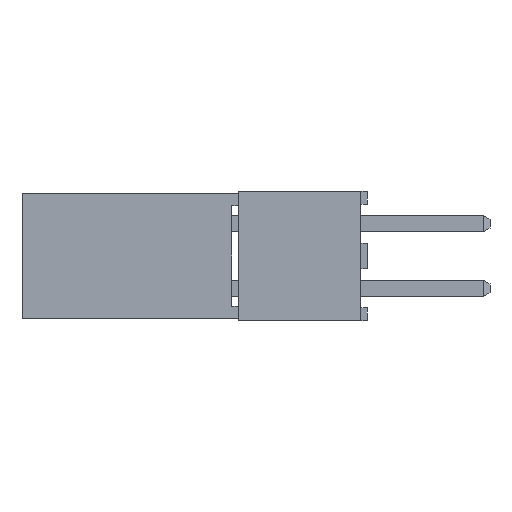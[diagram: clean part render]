
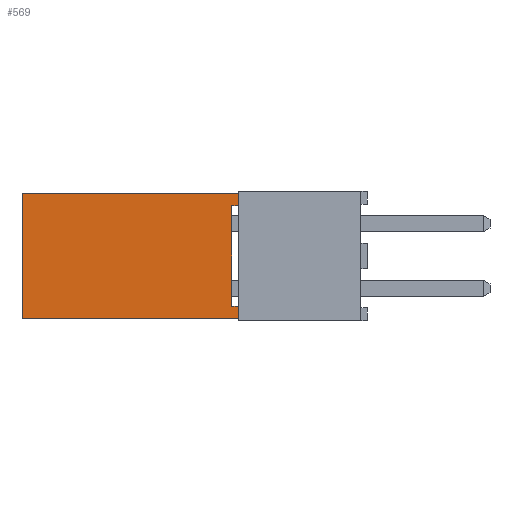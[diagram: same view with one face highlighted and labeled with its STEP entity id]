
A CAD part, left-side view. The second image highlights one B-rep face of the part: STEP entity #569.
In plain terms, the highlighted planar face has unit normal (-1, 0, 0).
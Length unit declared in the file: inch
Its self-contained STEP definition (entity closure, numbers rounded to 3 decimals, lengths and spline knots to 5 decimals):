
#569 = ADVANCED_FACE( '', ( #1515 ), #1516, .F. );
#1515 = FACE_OUTER_BOUND( '', #2895, .T. );
#1516 = PLANE( '', #2896 );
#2895 = EDGE_LOOP( '', ( #4368, #4369, #4370, #4371, #4372, #4373, #4374, #4375 ) );
#2896 = AXIS2_PLACEMENT_3D( '', #4376, #4377, #4378 );
#4368 = ORIENTED_EDGE( '', *, *, #8368, .T. );
#4369 = ORIENTED_EDGE( '', *, *, #8369, .T. );
#4370 = ORIENTED_EDGE( '', *, *, #8370, .F. );
#4371 = ORIENTED_EDGE( '', *, *, #8371, .F. );
#4372 = ORIENTED_EDGE( '', *, *, #8372, .T. );
#4373 = ORIENTED_EDGE( '', *, *, #8373, .T. );
#4374 = ORIENTED_EDGE( '', *, *, #8374, .T. );
#4375 = ORIENTED_EDGE( '', *, *, #8375, .T. );
#4376 = CARTESIAN_POINT( '', ( 0., 0.335, -0.0975 ) );
#4377 = DIRECTION( '', ( 1., 0., 0. ) );
#4378 = DIRECTION( '', ( 0., 0., -1. ) );
#8368 = EDGE_CURVE( '', #10038, #10039, #10040, .T. );
#8369 = EDGE_CURVE( '', #10039, #10041, #10042, .T. );
#8370 = EDGE_CURVE( '', #10043, #10041, #10044, .T. );
#8371 = EDGE_CURVE( '', #10045, #10043, #10046, .T. );
#8372 = EDGE_CURVE( '', #10045, #10047, #10048, .T. );
#8373 = EDGE_CURVE( '', #10047, #10049, #10050, .T. );
#8374 = EDGE_CURVE( '', #10049, #10051, #10052, .T. );
#8375 = EDGE_CURVE( '', #10051, #10038, #10053, .T. );
#10038 = VERTEX_POINT( '', #12462 );
#10039 = VERTEX_POINT( '', #12463 );
#10040 = LINE( '', #12464, #12465 );
#10041 = VERTEX_POINT( '', #12466 );
#10042 = LINE( '', #12467, #12468 );
#10043 = VERTEX_POINT( '', #12469 );
#10044 = LINE( '', #12470, #12471 );
#10045 = VERTEX_POINT( '', #12472 );
#10046 = LINE( '', #12473, #12474 );
#10047 = VERTEX_POINT( '', #12475 );
#10048 = LINE( '', #12476, #12477 );
#10049 = VERTEX_POINT( '', #12478 );
#10050 = LINE( '', #12479, #12480 );
#10051 = VERTEX_POINT( '', #12481 );
#10052 = LINE( '', #12482, #12483 );
#10053 = LINE( '', #12484, #12485 );
#12462 = CARTESIAN_POINT( '', ( 0., 0.01, 0.0775 ) );
#12463 = CARTESIAN_POINT( '', ( 0., 0., 0.0775 ) );
#12464 = CARTESIAN_POINT( '', ( 0., 0.01, 0.0775 ) );
#12465 = VECTOR( '', #15748, 39.37008 );
#12466 = CARTESIAN_POINT( '', ( 0., 0., 0.0975 ) );
#12467 = CARTESIAN_POINT( '', ( 0., 0., -0.0975 ) );
#12468 = VECTOR( '', #15749, 39.37008 );
#12469 = CARTESIAN_POINT( '', ( 0., 0.335, 0.0975 ) );
#12470 = CARTESIAN_POINT( '', ( 0., 0.335, 0.0975 ) );
#12471 = VECTOR( '', #15750, 39.37008 );
#12472 = CARTESIAN_POINT( '', ( 0., 0.335, -0.0975 ) );
#12473 = CARTESIAN_POINT( '', ( 0., 0.335, -0.0975 ) );
#12474 = VECTOR( '', #15751, 39.37008 );
#12475 = CARTESIAN_POINT( '', ( 0., 0., -0.0975 ) );
#12476 = CARTESIAN_POINT( '', ( 0., 0.335, -0.0975 ) );
#12477 = VECTOR( '', #15752, 39.37008 );
#12478 = CARTESIAN_POINT( '', ( 0., 0., -0.0775 ) );
#12479 = CARTESIAN_POINT( '', ( 0., 0., -0.0975 ) );
#12480 = VECTOR( '', #15753, 39.37008 );
#12481 = CARTESIAN_POINT( '', ( 0., 0.01, -0.0775 ) );
#12482 = CARTESIAN_POINT( '', ( 0., 0., -0.0775 ) );
#12483 = VECTOR( '', #15754, 39.37008 );
#12484 = CARTESIAN_POINT( '', ( 0., 0.01, -0.0775 ) );
#12485 = VECTOR( '', #15755, 39.37008 );
#15748 = DIRECTION( '', ( 0., -1., 0. ) );
#15749 = DIRECTION( '', ( 0., 0., 1. ) );
#15750 = DIRECTION( '', ( 0., -1., 0. ) );
#15751 = DIRECTION( '', ( 0., 0., 1. ) );
#15752 = DIRECTION( '', ( 0., -1., 0. ) );
#15753 = DIRECTION( '', ( 0., 0., 1. ) );
#15754 = DIRECTION( '', ( 0., 1., 0. ) );
#15755 = DIRECTION( '', ( 0., 0., 1. ) );
